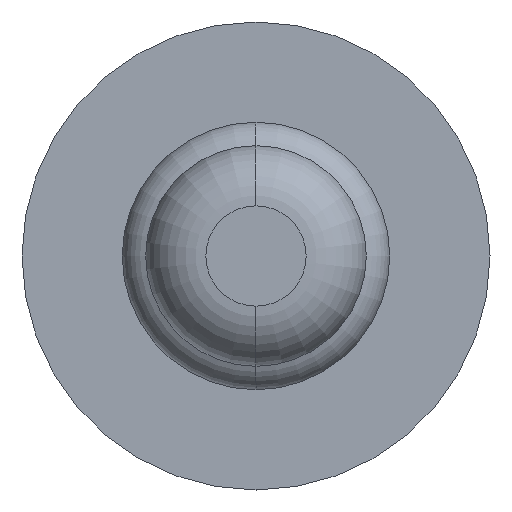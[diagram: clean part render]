
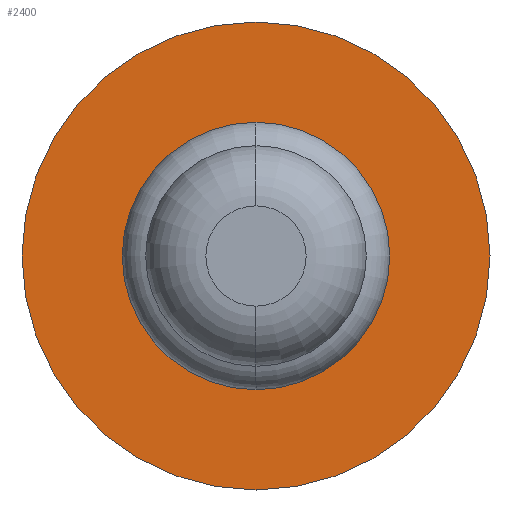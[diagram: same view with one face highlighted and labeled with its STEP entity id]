
A CAD part, front view. The second image highlights one B-rep face of the part: STEP entity #2400.
In plain terms, the highlighted planar face has unit normal (0, -1, 0).
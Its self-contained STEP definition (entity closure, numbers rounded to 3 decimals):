
#52 = EDGE_LOOP ( 'NONE', ( #2865, #615 ) ) ;
#80 = CARTESIAN_POINT ( 'NONE',  ( 0., 5., 0. ) ) ;
#317 = DIRECTION ( 'NONE',  ( -1., 0., 0. ) ) ;
#319 = ORIENTED_EDGE ( 'NONE', *, *, #967, .F. ) ;
#615 = ORIENTED_EDGE ( 'NONE', *, *, #1509, .T. ) ;
#690 = VERTEX_POINT ( 'NONE', #1342 ) ;
#924 = CIRCLE ( 'NONE', #1853, 0.64 ) ;
#957 = AXIS2_PLACEMENT_3D ( 'NONE', #972, #3823, #3469 ) ;
#967 = EDGE_CURVE ( 'Defeature ausgef�hrt1_12+Defeature ausgef�hrt1_11+Defeature ausgef�hrt1_11+Defeature ausgef�hrt1_11', #1989, #690, #1714, .T. ) ;
#972 = CARTESIAN_POINT ( 'NONE',  ( 0., 5., 0. ) ) ;
#1051 = FACE_BOUND ( 'NONE', #52, .T. ) ;
#1159 = DIRECTION ( 'NONE',  ( -1., 0., 0. ) ) ;
#1185 = CARTESIAN_POINT ( 'NONE',  ( -1.75, 5., 0. ) ) ;
#1342 = CARTESIAN_POINT ( 'NONE',  ( 1.75, 5., 0. ) ) ;
#1419 = ORIENTED_EDGE ( 'NONE', *, *, #1760, .F. ) ;
#1509 = EDGE_CURVE ( 'Defeature ausgef�hrt1_11+Defeature ausgef�hrt1_10+Defeature ausgef�hrt1_10+Defeature ausgef�hrt1_10', #3022, #3710, #924, .T. ) ;
#1594 = CARTESIAN_POINT ( 'NONE',  ( 0.64, 5., 0. ) ) ;
#1714 = CIRCLE ( 'NONE', #2271, 1.75 ) ;
#1760 = EDGE_CURVE ( 'Defeature ausgef�hrt1_12+Defeature ausgef�hrt1_11+Defeature ausgef�hrt1_11+Defeature ausgef�hrt1_11', #690, #1989, #3699, .T. ) ;
#1853 = AXIS2_PLACEMENT_3D ( 'NONE', #3373, #3009, #1159 ) ;
#1939 = AXIS2_PLACEMENT_3D ( 'NONE', #2508, #2535, #3474 ) ;
#1989 = VERTEX_POINT ( 'NONE', #1185 ) ;
#2203 = CARTESIAN_POINT ( 'NONE',  ( 0., 5., 0. ) ) ;
#2212 = PLANE ( 'NONE',  #1939 ) ;
#2271 = AXIS2_PLACEMENT_3D ( 'NONE', #2203, #3137, #317 ) ;
#2303 = EDGE_LOOP ( 'NONE', ( #319, #1419 ) ) ;
#2313 = CIRCLE ( 'NONE', #3939, 0.64 ) ;
#2400 = ADVANCED_FACE ( 'Defeature ausgef�hrt1_11', ( #2422, #1051 ), #2212, .F. ) ;
#2422 = FACE_OUTER_BOUND ( 'NONE', #2303, .T. ) ;
#2464 = EDGE_CURVE ( 'Defeature ausgef�hrt1_11+Defeature ausgef�hrt1_10+Defeature ausgef�hrt1_10+Defeature ausgef�hrt1_10', #3710, #3022, #2313, .T. ) ;
#2508 = CARTESIAN_POINT ( 'NONE',  ( 1.75, 5., 0. ) ) ;
#2535 = DIRECTION ( 'NONE',  ( 0., 1., 0. ) ) ;
#2865 = ORIENTED_EDGE ( 'NONE', *, *, #2464, .T. ) ;
#2957 = CARTESIAN_POINT ( 'NONE',  ( -0.64, 5., 0. ) ) ;
#3009 = DIRECTION ( 'NONE',  ( 0., 1., 0. ) ) ;
#3022 = VERTEX_POINT ( 'NONE', #1594 ) ;
#3137 = DIRECTION ( 'NONE',  ( 0., 1., 0. ) ) ;
#3373 = CARTESIAN_POINT ( 'NONE',  ( 0., 5., 0. ) ) ;
#3469 = DIRECTION ( 'NONE',  ( -1., 0., 0. ) ) ;
#3474 = DIRECTION ( 'NONE',  ( -1., 0., 0. ) ) ;
#3491 = DIRECTION ( 'NONE',  ( -1., 0., 0. ) ) ;
#3699 = CIRCLE ( 'NONE', #957, 1.75 ) ;
#3710 = VERTEX_POINT ( 'NONE', #2957 ) ;
#3788 = DIRECTION ( 'NONE',  ( 0., 1., 0. ) ) ;
#3823 = DIRECTION ( 'NONE',  ( 0., 1., 0. ) ) ;
#3939 = AXIS2_PLACEMENT_3D ( 'NONE', #80, #3788, #3491 ) ;
